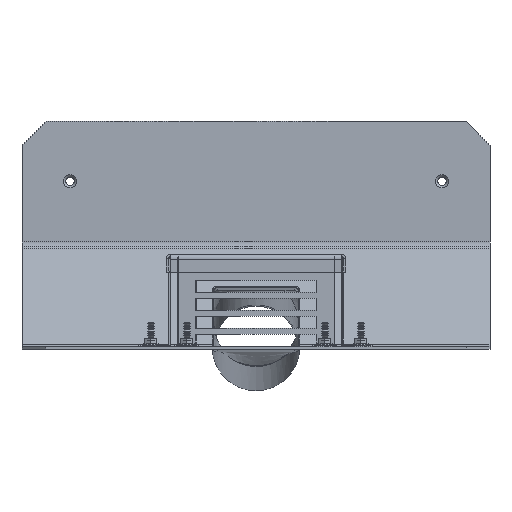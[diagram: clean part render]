
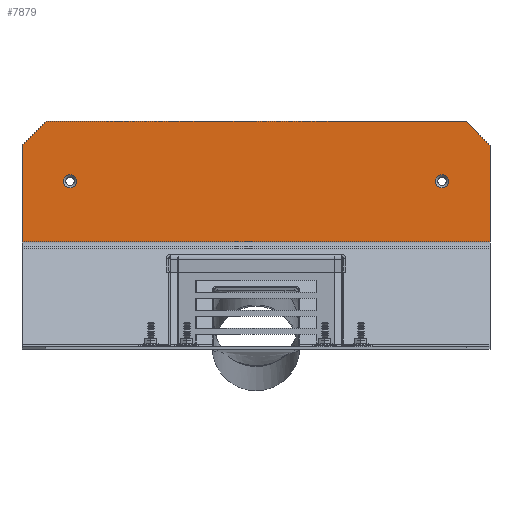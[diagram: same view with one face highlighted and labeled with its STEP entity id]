
A CAD part, left-side view. The second image highlights one B-rep face of the part: STEP entity #7879.
In plain terms, the highlighted planar face has unit normal (-1, 0, 0).
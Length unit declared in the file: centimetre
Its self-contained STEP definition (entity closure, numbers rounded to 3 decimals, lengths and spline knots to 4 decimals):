
#168=FACE_BOUND('',#949,.T.);
#169=FACE_BOUND('',#950,.T.);
#487=FACE_OUTER_BOUND('',#948,.T.);
#948=EDGE_LOOP('',(#5353,#5354,#5355,#5356,#5357,#5358));
#949=EDGE_LOOP('',(#5359));
#950=EDGE_LOOP('',(#5360));
#1468=CIRCLE('',#8350,5.5);
#1470=CIRCLE('',#8353,5.5);
#1741=LINE('',#11895,#2530);
#1743=LINE('',#11903,#2532);
#1746=LINE('',#11909,#2535);
#1747=LINE('',#11911,#2536);
#1748=LINE('',#11913,#2537);
#1749=LINE('',#11914,#2538);
#2530=VECTOR('',#9161,1.);
#2532=VECTOR('',#9169,1.);
#2535=VECTOR('',#9174,1.);
#2536=VECTOR('',#9175,1.);
#2537=VECTOR('',#9176,1.);
#2538=VECTOR('',#9177,1.);
#3328=VERTEX_POINT('',#11859);
#3330=VERTEX_POINT('',#11865);
#3335=VERTEX_POINT('',#11892);
#3336=VERTEX_POINT('',#11894);
#3339=VERTEX_POINT('',#11902);
#3341=VERTEX_POINT('',#11908);
#3342=VERTEX_POINT('',#11910);
#3343=VERTEX_POINT('',#11912);
#4096=EDGE_CURVE('',#3328,#3328,#1468,.T.);
#4099=EDGE_CURVE('',#3330,#3330,#1470,.T.);
#4114=EDGE_CURVE('',#3335,#3336,#1741,.T.);
#4118=EDGE_CURVE('',#3339,#3335,#1743,.T.);
#4121=EDGE_CURVE('',#3341,#3339,#1746,.T.);
#4122=EDGE_CURVE('',#3342,#3341,#1747,.T.);
#4123=EDGE_CURVE('',#3342,#3343,#1748,.T.);
#4124=EDGE_CURVE('',#3343,#3336,#1749,.T.);
#5353=ORIENTED_EDGE('',*,*,#4118,.F.);
#5354=ORIENTED_EDGE('',*,*,#4121,.F.);
#5355=ORIENTED_EDGE('',*,*,#4122,.F.);
#5356=ORIENTED_EDGE('',*,*,#4123,.T.);
#5357=ORIENTED_EDGE('',*,*,#4124,.T.);
#5358=ORIENTED_EDGE('',*,*,#4114,.F.);
#5359=ORIENTED_EDGE('',*,*,#4096,.T.);
#5360=ORIENTED_EDGE('',*,*,#4099,.T.);
#7617=PLANE('',#8367);
#7879=ADVANCED_FACE('',(#487,#168,#169),#7617,.T.);
#8350=AXIS2_PLACEMENT_3D('',#11860,#9120,#9121);
#8353=AXIS2_PLACEMENT_3D('',#11866,#9127,#9128);
#8367=AXIS2_PLACEMENT_3D('',#11907,#9172,#9173);
#9120=DIRECTION('center_axis',(1.,0.,0.));
#9121=DIRECTION('ref_axis',(0.,0.,
-1.));
#9127=DIRECTION('center_axis',(1.,0.,0.));
#9128=DIRECTION('ref_axis',(0.,0.,
-1.));
#9161=DIRECTION('',(0.,0.,-1.));
#9169=DIRECTION('',(0.,-0.707,-0.707));
#9172=DIRECTION('center_axis',(-1.,0.,0.));
#9173=DIRECTION('ref_axis',(0.,0.,
-1.));
#9174=DIRECTION('',(0.,-1.,0.));
#9175=DIRECTION('',(0.,-0.707,0.707));
#9176=DIRECTION('',(0.,0.,-1.));
#9177=DIRECTION('',(0.,-1.,0.));
#11859=CARTESIAN_POINT('',(1692.5441,664.0356,262.7636));
#11860=CARTESIAN_POINT('Origin',(1692.5441,664.0356,257.2636));
#11865=CARTESIAN_POINT('',(1692.5441,354.0356,262.7636));
#11866=CARTESIAN_POINT('Origin',(1692.5441,354.0356,257.2636));
#11892=CARTESIAN_POINT('',(1692.5441,314.0356,287.2636));
#11894=CARTESIAN_POINT('',(1692.5441,314.0356,206.7489));
#11895=CARTESIAN_POINT('',(1692.5441,314.0356,307.2636));
#11902=CARTESIAN_POINT('',(1692.5441,334.0356,307.2636));
#11903=CARTESIAN_POINT('',(1692.5441,421.5356,394.7636));
#11907=CARTESIAN_POINT('Origin',(1692.5441,704.0356,307.2636));
#11908=CARTESIAN_POINT('',(1692.5441,684.0356,307.2636));
#11909=CARTESIAN_POINT('',(1692.5441,704.0356,307.2636));
#11910=CARTESIAN_POINT('',(1692.5441,704.0356,287.2636));
#11911=CARTESIAN_POINT('',(1692.5441,694.0356,297.2636));
#11912=CARTESIAN_POINT('',(1692.5441,704.0356,206.7489));
#11913=CARTESIAN_POINT('',(1692.5441,704.0356,307.2636));
#11914=CARTESIAN_POINT('',(1692.5441,704.0356,206.7489));
